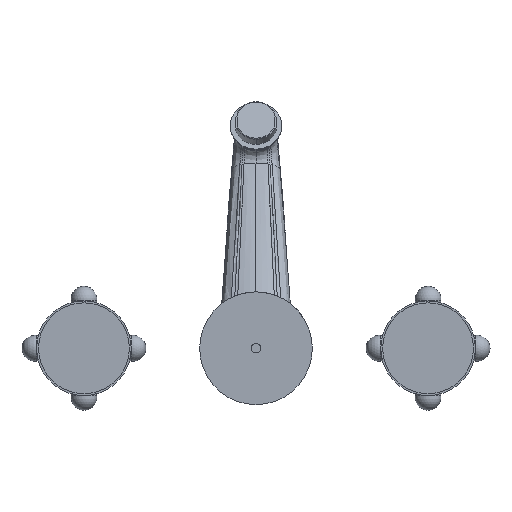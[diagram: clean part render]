
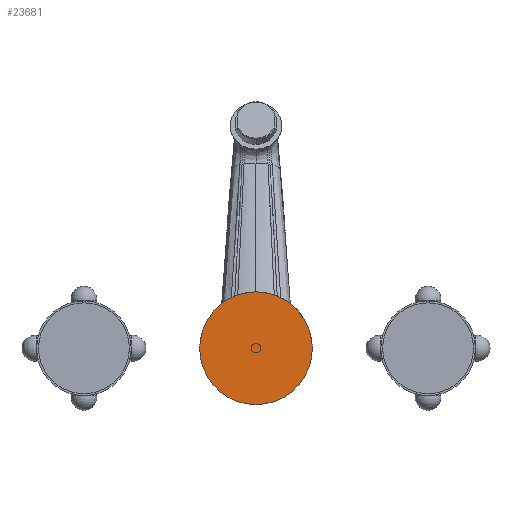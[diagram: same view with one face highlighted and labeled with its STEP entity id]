
A CAD part, front view. The second image highlights one B-rep face of the part: STEP entity #23681.
In plain terms, the highlighted planar face has unit normal (0, -1, 0).
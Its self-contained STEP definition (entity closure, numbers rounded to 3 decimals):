
#17465=CARTESIAN_POINT('',(0.,-22.,0.));
#17466=DIRECTION('',(0.,-1.,0.));
#17467=DIRECTION('',(1.,0.,0.));
#17468=AXIS2_PLACEMENT_3D('',#17465,#17466,#17467);
#17478=CARTESIAN_POINT('',(0.,-22.,0.));
#17479=DIRECTION('',(0.,1.,0.));
#17480=DIRECTION('',(1.,0.,0.));
#17481=AXIS2_PLACEMENT_3D('',#17478,#17479,#17480);
#17499=CARTESIAN_POINT('',(32.75,-22.,0.));
#17500=VERTEX_POINT('',#17499);
#17501=CARTESIAN_POINT('',(-32.75,-22.,0.));
#17502=VERTEX_POINT('',#17501);
#23672=CARTESIAN_POINT('',(0.,-22.,0.));
#23673=DIRECTION('',(0.,-1.,0.));
#23674=DIRECTION('',(-1.,0.,0.));
#23675=AXIS2_PLACEMENT_3D('',#23672,#23673,#23674);
#23676=PLANE('',#23675);
#23677=ORIENTED_EDGE('',*,*,#23660,.T.);
#23678=ORIENTED_EDGE('',*,*,#23637,.F.);
#23679=EDGE_LOOP('',(#23677,#23678));
#23680=FACE_OUTER_BOUND('',#23679,.F.);
#23681=ADVANCED_FACE('',(#23680),#23676,.T.);
#17469=CIRCLE('',#17468,32.75);
#17482=CIRCLE('',#17481,32.75);
#23637=EDGE_CURVE('',#17500,#17502,#17469,.T.);
#23660=EDGE_CURVE('',#17500,#17502,#17482,.T.);
